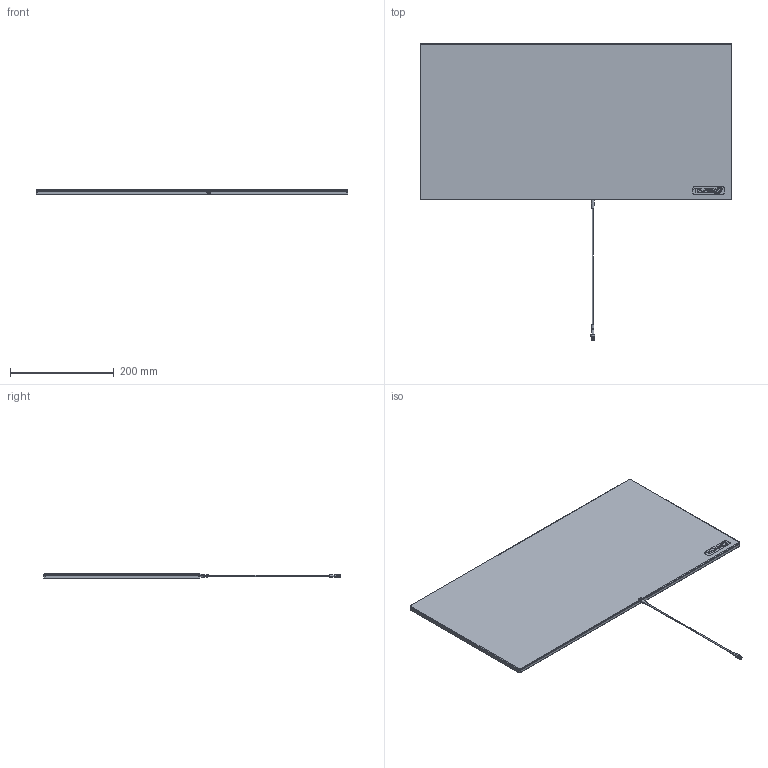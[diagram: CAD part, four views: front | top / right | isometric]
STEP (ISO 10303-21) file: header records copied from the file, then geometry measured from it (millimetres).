
FILE_DESCRIPTION (( 'STEP AP214' ), '1' );
FILE_NAME ('A5060 Antenna (B_Flat) 17-3-25.STEP', '2025-03-16T22:13:18', ( '' ), ( '' ), 'SwSTEP 2.0', 'SolidWorks 2019', '' );
FILE_SCHEMA (( 'AUTOMOTIVE_DESIGN' ));
Length unit declared in the file: millimetre
Products named in the file (1): A5060 Antenna (B_Flat) 17-3-25
Bounding box: 600 x 570.04 x 8.7 mm (x, y, z)
Volume: 1549217.4 mm3; surface area: 1819392.4 mm2
Topology: 8 solids, 8 shells, 294 faces, 764 edges, 501 vertices
Faces by surface type: cylinder 138, plane 136, cone 10, bspline 6, torus 4
Entity records: 13088 total; most frequent: CARTESIAN_POINT 2462, ORIENTED_EDGE 1528, DIRECTION 1507, EDGE_CURVE 764, AXIS2_PLACEMENT_3D 525, VERTEX_POINT 501, LINE 457, VECTOR 457
